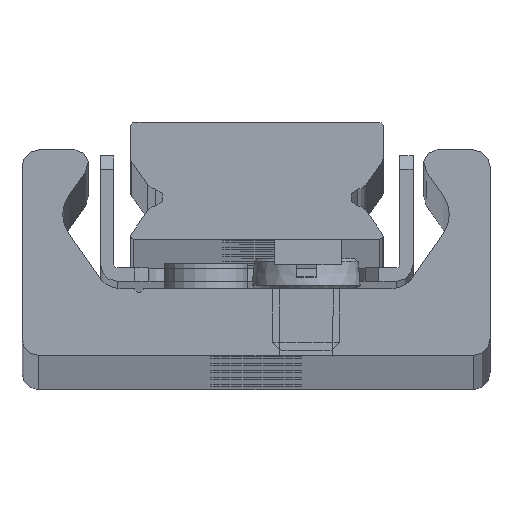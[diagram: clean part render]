
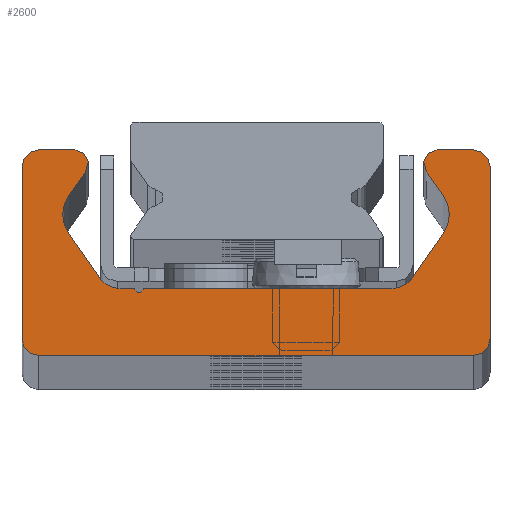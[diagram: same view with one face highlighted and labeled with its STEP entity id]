
A CAD part, top view. The second image highlights one B-rep face of the part: STEP entity #2600.
In plain terms, the highlighted planar face has unit normal (0, 0, 1).
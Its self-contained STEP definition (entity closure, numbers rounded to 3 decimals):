
#1658=CARTESIAN_POINT('',(7.0,0.0,1170.0));
#1659=VERTEX_POINT('',#1658);
#1660=CARTESIAN_POINT('',(6.,1.0,1170.0));
#1661=VERTEX_POINT('',#1660);
#1662=CARTESIAN_POINT('',(7.0,1.0,1170.0));
#1663=DIRECTION('',(0.0,0.0,-1.0));
#1664=DIRECTION('',(-1.0,0.0,0.0));
#1665=AXIS2_PLACEMENT_3D('',#1662,#1663,#1664);
#1666=CIRCLE('',#1665,1.0);
#1667=EDGE_CURVE('',#1659,#1661,#1666,.T.);
#1700=CARTESIAN_POINT('',(6.,11.3,1170.0));
#1701=VERTEX_POINT('',#1700);
#1702=CARTESIAN_POINT('',(6.,1.0,1170.0));
#1703=DIRECTION('',(0.0,1.0,0.0));
#1704=VECTOR('',#1703,10.3);
#1705=LINE('',#1702,#1704);
#1706=EDGE_CURVE('',#1661,#1701,#1705,.T.);
#1731=CARTESIAN_POINT('',(7.0,12.3,1170.0));
#1732=VERTEX_POINT('',#1731);
#1733=CARTESIAN_POINT('',(7.0,11.3,1170.0));
#1734=DIRECTION('',(0.0,0.0,-1.0));
#1735=DIRECTION('',(0.0,1.0,0.0));
#1736=AXIS2_PLACEMENT_3D('',#1733,#1734,#1735);
#1737=CIRCLE('',#1736,1.);
#1738=EDGE_CURVE('',#1701,#1732,#1737,.T.);
#1764=CARTESIAN_POINT('',(9.17,12.3,1170.0));
#1765=VERTEX_POINT('',#1764);
#1766=CARTESIAN_POINT('',(7.0,12.3,1170.0));
#1767=DIRECTION('',(1.0,0.0,0.0));
#1768=VECTOR('',#1767,2.17);
#1769=LINE('',#1766,#1768);
#1770=EDGE_CURVE('',#1732,#1765,#1769,.T.);
#1795=CARTESIAN_POINT('',(9.826,11.041,1170.0));
#1796=VERTEX_POINT('',#1795);
#1797=CARTESIAN_POINT('',(9.17,11.5,1170.0));
#1798=DIRECTION('',(0.0,0.0,-1.0));
#1799=DIRECTION('',(0.819,-0.574,0.0));
#1800=AXIS2_PLACEMENT_3D('',#1797,#1798,#1799);
#1801=CIRCLE('',#1800,0.8);
#1802=EDGE_CURVE('',#1765,#1796,#1801,.T.);
#1828=CARTESIAN_POINT('',(8.794,9.567,1170.0));
#1829=VERTEX_POINT('',#1828);
#1830=CARTESIAN_POINT('',(9.826,11.041,1170.0));
#1831=DIRECTION('',(-0.574,-0.819,0.0));
#1832=VECTOR('',#1831,1.799);
#1833=LINE('',#1830,#1832);
#1834=EDGE_CURVE('',#1796,#1829,#1833,.T.);
#1859=CARTESIAN_POINT('',(8.794,7.273,1170.0));
#1860=VERTEX_POINT('',#1859);
#1861=CARTESIAN_POINT('',(10.432,8.42,1170.0));
#1862=DIRECTION('',(0.0,0.0,1.0));
#1863=DIRECTION('',(0.819,-0.574,0.0));
#1864=AXIS2_PLACEMENT_3D('',#1861,#1862,#1863);
#1865=CIRCLE('',#1864,2.0);
#1866=EDGE_CURVE('',#1829,#1860,#1865,.T.);
#1892=CARTESIAN_POINT('',(10.637,4.64,1170.0));
#1893=VERTEX_POINT('',#1892);
#1894=CARTESIAN_POINT('',(8.794,7.273,1170.0));
#1895=DIRECTION('',(0.574,-0.819,0.0));
#1896=VECTOR('',#1895,3.215);
#1897=LINE('',#1894,#1896);
#1898=EDGE_CURVE('',#1860,#1893,#1897,.T.);
#1923=CARTESIAN_POINT('',(11.866,4.0,1170.0));
#1924=VERTEX_POINT('',#1923);
#1925=CARTESIAN_POINT('',(11.866,5.5,1170.0));
#1926=DIRECTION('',(0.0,0.0,1.0));
#1927=DIRECTION('',(0.819,0.574,0.0));
#1928=AXIS2_PLACEMENT_3D('',#1925,#1926,#1927);
#1929=CIRCLE('',#1928,1.5);
#1930=EDGE_CURVE('',#1893,#1924,#1929,.T.);
#1956=CARTESIAN_POINT('',(12.665,4.0,1170.0));
#1957=VERTEX_POINT('',#1956);
#1958=CARTESIAN_POINT('',(11.866,4.0,1170.0));
#1959=DIRECTION('',(1.0,0.0,0.0));
#1960=VECTOR('',#1959,0.798);
#1961=LINE('',#1958,#1960);
#1962=EDGE_CURVE('',#1924,#1957,#1961,.T.);
#1987=CARTESIAN_POINT('',(12.76,3.929,1170.0));
#1988=VERTEX_POINT('',#1987);
#1989=CARTESIAN_POINT('',(12.665,3.9,1170.0));
#1990=DIRECTION('',(0.0,0.0,-1.0));
#1991=DIRECTION('',(0.958,0.286,0.0));
#1992=AXIS2_PLACEMENT_3D('',#1989,#1990,#1991);
#1993=CIRCLE('',#1992,0.1);
#1994=EDGE_CURVE('',#1957,#1988,#1993,.T.);
#2020=CARTESIAN_POINT('',(13.24,3.929,1170.0));
#2021=VERTEX_POINT('',#2020);
#2022=CARTESIAN_POINT('',(13.,4.0,1170.0));
#2023=DIRECTION('',(0.0,0.0,1.));
#2024=DIRECTION('',(0.958,0.286,0.0));
#2025=AXIS2_PLACEMENT_3D('',#2022,#2023,#2024);
#2026=CIRCLE('',#2025,0.25);
#2027=EDGE_CURVE('',#1988,#2021,#2026,.T.);
#2053=CARTESIAN_POINT('',(13.335,4.0,1170.0));
#2054=VERTEX_POINT('',#2053);
#2055=CARTESIAN_POINT('',(13.335,3.9,1170.0));
#2056=DIRECTION('',(0.0,0.0,-1.0));
#2057=DIRECTION('',(0.0,1.0,0.0));
#2058=AXIS2_PLACEMENT_3D('',#2055,#2056,#2057);
#2059=CIRCLE('',#2058,0.1);
#2060=EDGE_CURVE('',#2021,#2054,#2059,.T.);
#2086=CARTESIAN_POINT('',(28.134,4.,1170.0));
#2087=VERTEX_POINT('',#2086);
#2088=CARTESIAN_POINT('',(13.335,4.0,1170.0));
#2089=DIRECTION('',(1.0,0.0,0.0));
#2090=VECTOR('',#2089,14.798);
#2091=LINE('',#2088,#2090);
#2092=EDGE_CURVE('',#2054,#2087,#2091,.T.);
#2174=CARTESIAN_POINT('',(29.363,4.64,1170.0));
#2175=VERTEX_POINT('',#2174);
#2176=CARTESIAN_POINT('',(28.134,5.5,1170.0));
#2177=DIRECTION('',(0.0,0.0,1.0));
#2178=DIRECTION('',(0.0,1.0,0.0));
#2179=AXIS2_PLACEMENT_3D('',#2176,#2177,#2178);
#2180=CIRCLE('',#2179,1.5);
#2181=EDGE_CURVE('',#2087,#2175,#2180,.T.);
#2207=CARTESIAN_POINT('',(31.206,7.273,1170.0));
#2208=VERTEX_POINT('',#2207);
#2209=CARTESIAN_POINT('',(29.363,4.64,1170.0));
#2210=DIRECTION('',(0.574,0.819,0.0));
#2211=VECTOR('',#2210,3.215);
#2212=LINE('',#2209,#2211);
#2213=EDGE_CURVE('',#2175,#2208,#2212,.T.);
#2238=CARTESIAN_POINT('',(31.206,9.567,1170.0));
#2239=VERTEX_POINT('',#2238);
#2240=CARTESIAN_POINT('',(29.568,8.42,1170.0));
#2241=DIRECTION('',(0.0,0.0,1.));
#2242=DIRECTION('',(-0.819,0.574,0.0));
#2243=AXIS2_PLACEMENT_3D('',#2240,#2241,#2242);
#2244=CIRCLE('',#2243,2.0);
#2245=EDGE_CURVE('',#2208,#2239,#2244,.T.);
#2271=CARTESIAN_POINT('',(30.174,11.041,1170.0));
#2272=VERTEX_POINT('',#2271);
#2273=CARTESIAN_POINT('',(31.206,9.567,1170.0));
#2274=DIRECTION('',(-0.574,0.819,0.0));
#2275=VECTOR('',#2274,1.799);
#2276=LINE('',#2273,#2275);
#2277=EDGE_CURVE('',#2239,#2272,#2276,.T.);
#2302=CARTESIAN_POINT('',(30.83,12.3,1170.0));
#2303=VERTEX_POINT('',#2302);
#2304=CARTESIAN_POINT('',(30.83,11.5,1170.0));
#2305=DIRECTION('',(0.0,0.0,-1.0));
#2306=DIRECTION('',(0.0,1.0,0.0));
#2307=AXIS2_PLACEMENT_3D('',#2304,#2305,#2306);
#2308=CIRCLE('',#2307,0.8);
#2309=EDGE_CURVE('',#2272,#2303,#2308,.T.);
#2335=CARTESIAN_POINT('',(33.0,12.3,1170.0));
#2336=VERTEX_POINT('',#2335);
#2337=CARTESIAN_POINT('',(30.83,12.3,1170.0));
#2338=DIRECTION('',(1.0,0.0,0.0));
#2339=VECTOR('',#2338,2.17);
#2340=LINE('',#2337,#2339);
#2341=EDGE_CURVE('',#2303,#2336,#2340,.T.);
#2366=CARTESIAN_POINT('',(34.0,11.3,1170.0));
#2367=VERTEX_POINT('',#2366);
#2368=CARTESIAN_POINT('',(33.0,11.3,1170.0));
#2369=DIRECTION('',(0.0,0.0,-1.0));
#2370=DIRECTION('',(1.0,0.0,0.0));
#2371=AXIS2_PLACEMENT_3D('',#2368,#2369,#2370);
#2372=CIRCLE('',#2371,1.);
#2373=EDGE_CURVE('',#2336,#2367,#2372,.T.);
#2399=CARTESIAN_POINT('',(34.0,1.0,1170.0));
#2400=VERTEX_POINT('',#2399);
#2401=CARTESIAN_POINT('',(34.0,11.3,1170.0));
#2402=DIRECTION('',(0.0,-1.0,0.0));
#2403=VECTOR('',#2402,10.3);
#2404=LINE('',#2401,#2403);
#2405=EDGE_CURVE('',#2367,#2400,#2404,.T.);
#2430=CARTESIAN_POINT('',(33.0,0.0,1170.0));
#2431=VERTEX_POINT('',#2430);
#2432=CARTESIAN_POINT('',(33.0,1.0,1170.0));
#2433=DIRECTION('',(0.0,0.0,-1.0));
#2434=DIRECTION('',(0.0,-1.0,0.0));
#2435=AXIS2_PLACEMENT_3D('',#2432,#2433,#2434);
#2436=CIRCLE('',#2435,1.0);
#2437=EDGE_CURVE('',#2400,#2431,#2436,.T.);
#2463=CARTESIAN_POINT('',(33.0,0.0,1170.0));
#2464=DIRECTION('',(-1.0,0.0,0.0));
#2465=VECTOR('',#2464,26.0);
#2466=LINE('',#2463,#2465);
#2467=EDGE_CURVE('',#2431,#1659,#2466,.T.);
#2569=CARTESIAN_POINT('',(19.983,4.783,1170.0));
#2570=DIRECTION('',(0.0,0.0,1.0));
#2571=DIRECTION('',(1.0,0.0,0.0));
#2572=AXIS2_PLACEMENT_3D('',#2569,#2570,#2571);
#2573=PLANE('',#2572);
#2574=ORIENTED_EDGE('',*,*,#1667,.F.);
#2575=ORIENTED_EDGE('',*,*,#2467,.F.);
#2576=ORIENTED_EDGE('',*,*,#2437,.F.);
#2577=ORIENTED_EDGE('',*,*,#2405,.F.);
#2578=ORIENTED_EDGE('',*,*,#2373,.F.);
#2579=ORIENTED_EDGE('',*,*,#2341,.F.);
#2580=ORIENTED_EDGE('',*,*,#2309,.F.);
#2581=ORIENTED_EDGE('',*,*,#2277,.F.);
#2582=ORIENTED_EDGE('',*,*,#2245,.F.);
#2583=ORIENTED_EDGE('',*,*,#2213,.F.);
#2584=ORIENTED_EDGE('',*,*,#2181,.F.);
#2585=ORIENTED_EDGE('',*,*,#2092,.F.);
#2586=ORIENTED_EDGE('',*,*,#2060,.F.);
#2587=ORIENTED_EDGE('',*,*,#2027,.F.);
#2588=ORIENTED_EDGE('',*,*,#1994,.F.);
#2589=ORIENTED_EDGE('',*,*,#1962,.F.);
#2590=ORIENTED_EDGE('',*,*,#1930,.F.);
#2591=ORIENTED_EDGE('',*,*,#1898,.F.);
#2592=ORIENTED_EDGE('',*,*,#1866,.F.);
#2593=ORIENTED_EDGE('',*,*,#1834,.F.);
#2594=ORIENTED_EDGE('',*,*,#1802,.F.);
#2595=ORIENTED_EDGE('',*,*,#1770,.F.);
#2596=ORIENTED_EDGE('',*,*,#1738,.F.);
#2597=ORIENTED_EDGE('',*,*,#1706,.F.);
#2598=EDGE_LOOP('',(#2574,#2575,#2576,#2577,#2578,#2579,#2580,#2581,#2582,#2583,#2584,#2585,#2586,#2587,#2588,#2589,#2590,#2591,#2592,#2593,#2594,#2595,#2596,#2597));
#2599=FACE_OUTER_BOUND('',#2598,.T.);
#2600=ADVANCED_FACE('',(#2599),#2573,.T.);
